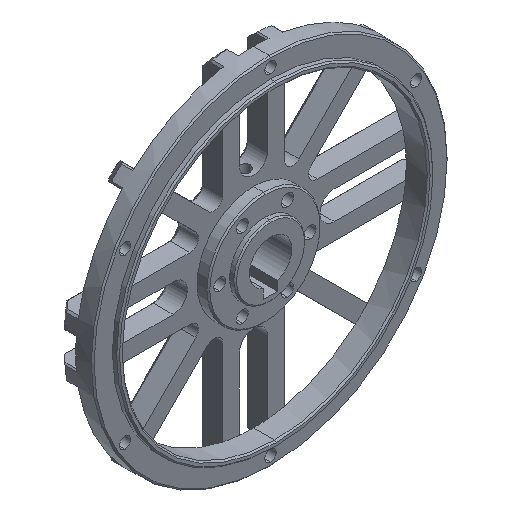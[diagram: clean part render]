
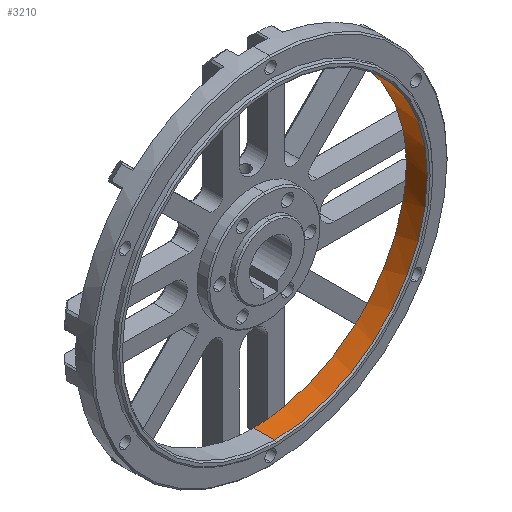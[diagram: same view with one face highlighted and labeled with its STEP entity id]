
A CAD part, isometric view. The second image highlights one B-rep face of the part: STEP entity #3210.
In plain terms, the highlighted cylindrical face has radius 54 mm (diameter 108 mm), a partial arc.
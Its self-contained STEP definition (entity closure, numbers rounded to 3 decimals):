
#21 = EDGE_LOOP ( 'NONE', ( #2634, #2921, #3442, #5338, #1362, #50, #1488, #473, #2519, #3104, #672, #285, #3776, #6142, #1805, #4328 ) ) ;
#50 = ORIENTED_EDGE ( 'NONE', *, *, #2835, .F. ) ;
#89 = DIRECTION ( 'NONE',  ( 0., -1., 0. ) ) ;
#100 = DIRECTION ( 'NONE',  ( 0., -1., 0. ) ) ;
#114 = DIRECTION ( 'NONE',  ( 0., 0., -1. ) ) ;
#119 = DIRECTION ( 'NONE',  ( 0., -1., 0. ) ) ;
#152 = EDGE_CURVE ( 'NONE', #4785, #2151, #5967, .T. ) ;
#161 = CARTESIAN_POINT ( 'NONE',  ( 0., 6., 0. ) ) ;
#198 = CARTESIAN_POINT ( 'NONE',  ( 0., 6., 0. ) ) ;
#200 = EDGE_CURVE ( 'NONE', #474, #479, #4697, .T. ) ;
#285 = ORIENTED_EDGE ( 'NONE', *, *, #1029, .F. ) ;
#473 = ORIENTED_EDGE ( 'NONE', *, *, #1868, .F. ) ;
#474 = VERTEX_POINT ( 'NONE', #5040 ) ;
#479 = VERTEX_POINT ( 'NONE', #484 ) ;
#483 = VECTOR ( 'NONE', #119, 1000. ) ;
#484 = CARTESIAN_POINT ( 'NONE',  ( 5., 6., -53.768 ) ) ;
#579 = DIRECTION ( 'NONE',  ( 0., -1., 0. ) ) ;
#580 = CARTESIAN_POINT ( 'NONE',  ( 0., 6., 0. ) ) ;
#589 = CARTESIAN_POINT ( 'NONE',  ( 0., 2., -54. ) ) ;
#614 = EDGE_CURVE ( 'NONE', #793, #5912, #4263, .T. ) ;
#672 = ORIENTED_EDGE ( 'NONE', *, *, #3611, .F. ) ;
#678 = DIRECTION ( 'NONE',  ( 0., -1., 0. ) ) ;
#686 = CARTESIAN_POINT ( 'NONE',  ( 36.003, 6., -40.246 ) ) ;
#793 = VERTEX_POINT ( 'NONE', #5907 ) ;
#805 = VECTOR ( 'NONE', #1043, 1000. ) ;
#843 = DIRECTION ( 'NONE',  ( 0., 0., -1. ) ) ;
#874 = AXIS2_PLACEMENT_3D ( 'NONE', #1678, #579, #114 ) ;
#980 = AXIS2_PLACEMENT_3D ( 'NONE', #3345, #2838, #4869 ) ;
#1029 = EDGE_CURVE ( 'NONE', #1092, #4320, #1170, .T. ) ;
#1043 = DIRECTION ( 'NONE',  ( 0., -1., 0. ) ) ;
#1057 = VERTEX_POINT ( 'NONE', #3285 ) ;
#1092 = VERTEX_POINT ( 'NONE', #1166 ) ;
#1166 = CARTESIAN_POINT ( 'NONE',  ( 11., 6., -52.868 ) ) ;
#1170 = CIRCLE ( 'NONE', #5398, 54. ) ;
#1217 = CARTESIAN_POINT ( 'NONE',  ( 53.768, 6., -5. ) ) ;
#1246 = DIRECTION ( 'NONE',  ( 0., -1., 0. ) ) ;
#1297 = DIRECTION ( 'NONE',  ( 0., -1., 0. ) ) ;
#1362 = ORIENTED_EDGE ( 'NONE', *, *, #1628, .F. ) ;
#1365 = CIRCLE ( 'NONE', #2537, 54. ) ;
#1375 = CARTESIAN_POINT ( 'NONE',  ( 0., -1.5, -54. ) ) ;
#1376 = CARTESIAN_POINT ( 'NONE',  ( 5., 6., 53.768 ) ) ;
#1392 = VERTEX_POINT ( 'NONE', #4171 ) ;
#1488 = ORIENTED_EDGE ( 'NONE', *, *, #5077, .F. ) ;
#1517 = CARTESIAN_POINT ( 'NONE',  ( 0., 6., 54. ) ) ;
#1628 = EDGE_CURVE ( 'NONE', #5094, #1392, #2988, .T. ) ;
#1678 = CARTESIAN_POINT ( 'NONE',  ( 0., 6., 0. ) ) ;
#1705 = AXIS2_PLACEMENT_3D ( 'NONE', #4796, #1246, #843 ) ;
#1762 = CARTESIAN_POINT ( 'NONE',  ( 0., 6., 0. ) ) ;
#1805 = ORIENTED_EDGE ( 'NONE', *, *, #4141, .T. ) ;
#1821 = CARTESIAN_POINT ( 'NONE',  ( 0., 6., 0. ) ) ;
#1854 = AXIS2_PLACEMENT_3D ( 'NONE', #2109, #3579, #3640 ) ;
#1868 = EDGE_CURVE ( 'NONE', #5912, #3029, #3523, .T. ) ;
#1943 = VERTEX_POINT ( 'NONE', #1375 ) ;
#1966 = VERTEX_POINT ( 'NONE', #5786 ) ;
#1993 = EDGE_CURVE ( 'NONE', #1966, #793, #2556, .T. ) ;
#2083 = LINE ( 'NONE', #5624, #483 ) ;
#2106 = DIRECTION ( 'NONE',  ( 0., 0., -1. ) ) ;
#2109 = CARTESIAN_POINT ( 'NONE',  ( 0., -1.5, 0. ) ) ;
#2112 = CARTESIAN_POINT ( 'NONE',  ( 0., 6., 0. ) ) ;
#2151 = VERTEX_POINT ( 'NONE', #1517 ) ;
#2208 = DIRECTION ( 'NONE',  ( 0., -1., 0. ) ) ;
#2283 = AXIS2_PLACEMENT_3D ( 'NONE', #198, #5739, #3230 ) ;
#2369 = AXIS2_PLACEMENT_3D ( 'NONE', #4334, #3836, #6338 ) ;
#2406 = CARTESIAN_POINT ( 'NONE',  ( 0., 6., 0. ) ) ;
#2448 = CARTESIAN_POINT ( 'NONE',  ( 0., -1.5, 54. ) ) ;
#2519 = ORIENTED_EDGE ( 'NONE', *, *, #614, .F. ) ;
#2537 = AXIS2_PLACEMENT_3D ( 'NONE', #1821, #1297, #3321 ) ;
#2556 = CIRCLE ( 'NONE', #1705, 54. ) ;
#2574 = CIRCLE ( 'NONE', #5646, 54. ) ;
#2634 = ORIENTED_EDGE ( 'NONE', *, *, #5686, .F. ) ;
#2653 = DIRECTION ( 'NONE',  ( 0., 0., -1. ) ) ;
#2835 = EDGE_CURVE ( 'NONE', #3332, #5094, #6087, .T. ) ;
#2838 = DIRECTION ( 'NONE',  ( 0., -1., 0. ) ) ;
#2904 = CARTESIAN_POINT ( 'NONE',  ( 0., 2., 0. ) ) ;
#2921 = ORIENTED_EDGE ( 'NONE', *, *, #152, .F. ) ;
#2988 = CIRCLE ( 'NONE', #980, 54. ) ;
#3029 = VERTEX_POINT ( 'NONE', #4607 ) ;
#3104 = ORIENTED_EDGE ( 'NONE', *, *, #1993, .F. ) ;
#3111 = AXIS2_PLACEMENT_3D ( 'NONE', #2112, #2208, #4136 ) ;
#3132 = EDGE_CURVE ( 'NONE', #1057, #4785, #4471, .T. ) ;
#3210 = ADVANCED_FACE ( 'NONE', ( #5920 ), #3403, .F. ) ;
#3230 = DIRECTION ( 'NONE',  ( 0., 0., -1. ) ) ;
#3285 = CARTESIAN_POINT ( 'NONE',  ( 11., 6., 52.868 ) ) ;
#3321 = DIRECTION ( 'NONE',  ( 0., 0., -1. ) ) ;
#3332 = VERTEX_POINT ( 'NONE', #5490 ) ;
#3345 = CARTESIAN_POINT ( 'NONE',  ( 0., 6., 0. ) ) ;
#3403 = CYLINDRICAL_SURFACE ( 'NONE', #5015, 54. ) ;
#3442 = ORIENTED_EDGE ( 'NONE', *, *, #3132, .F. ) ;
#3523 = CIRCLE ( 'NONE', #4575, 54. ) ;
#3579 = DIRECTION ( 'NONE',  ( 0., -1., 0. ) ) ;
#3611 = EDGE_CURVE ( 'NONE', #4320, #1966, #2574, .T. ) ;
#3640 = DIRECTION ( 'NONE',  ( 0., 0., -1. ) ) ;
#3735 = DIRECTION ( 'NONE',  ( 0., 0., -1. ) ) ;
#3776 = ORIENTED_EDGE ( 'NONE', *, *, #6046, .F. ) ;
#3780 = CARTESIAN_POINT ( 'NONE',  ( 40.246, 6., 36.003 ) ) ;
#3783 = DIRECTION ( 'NONE',  ( 0., -1., 0. ) ) ;
#3836 = DIRECTION ( 'NONE',  ( 0., -1., 0. ) ) ;
#4136 = DIRECTION ( 'NONE',  ( 0., 0., -1. ) ) ;
#4141 = EDGE_CURVE ( 'NONE', #474, #1943, #4980, .T. ) ;
#4148 = AXIS2_PLACEMENT_3D ( 'NONE', #5222, #678, #4739 ) ;
#4158 = AXIS2_PLACEMENT_3D ( 'NONE', #5758, #6267, #3735 ) ;
#4171 = CARTESIAN_POINT ( 'NONE',  ( 36.003, 6., 40.246 ) ) ;
#4263 = CIRCLE ( 'NONE', #874, 54. ) ;
#4301 = CIRCLE ( 'NONE', #2283, 54. ) ;
#4320 = VERTEX_POINT ( 'NONE', #686 ) ;
#4328 = ORIENTED_EDGE ( 'NONE', *, *, #5668, .T. ) ;
#4334 = CARTESIAN_POINT ( 'NONE',  ( 0., 6., 0. ) ) ;
#4396 = DIRECTION ( 'NONE',  ( 0., -1., 0. ) ) ;
#4471 = CIRCLE ( 'NONE', #4148, 54. ) ;
#4575 = AXIS2_PLACEMENT_3D ( 'NONE', #580, #89, #2106 ) ;
#4607 = CARTESIAN_POINT ( 'NONE',  ( 53.768, 6., 5. ) ) ;
#4697 = CIRCLE ( 'NONE', #3111, 54. ) ;
#4739 = DIRECTION ( 'NONE',  ( 0., 0., -1. ) ) ;
#4785 = VERTEX_POINT ( 'NONE', #1376 ) ;
#4796 = CARTESIAN_POINT ( 'NONE',  ( 0., 6., 0. ) ) ;
#4869 = DIRECTION ( 'NONE',  ( 0., 0., -1. ) ) ;
#4980 = LINE ( 'NONE', #589, #805 ) ;
#5015 = AXIS2_PLACEMENT_3D ( 'NONE', #2904, #5283, #5414 ) ;
#5040 = CARTESIAN_POINT ( 'NONE',  ( 0., 6., -54. ) ) ;
#5077 = EDGE_CURVE ( 'NONE', #3029, #3332, #1365, .T. ) ;
#5094 = VERTEX_POINT ( 'NONE', #3780 ) ;
#5222 = CARTESIAN_POINT ( 'NONE',  ( 0., 6., 0. ) ) ;
#5283 = DIRECTION ( 'NONE',  ( 0., -1., 0. ) ) ;
#5338 = ORIENTED_EDGE ( 'NONE', *, *, #6247, .F. ) ;
#5339 = CIRCLE ( 'NONE', #1854, 54. ) ;
#5398 = AXIS2_PLACEMENT_3D ( 'NONE', #161, #100, #2653 ) ;
#5414 = DIRECTION ( 'NONE',  ( 0., 0., -1. ) ) ;
#5490 = CARTESIAN_POINT ( 'NONE',  ( 52.868, 6., 11. ) ) ;
#5550 = VERTEX_POINT ( 'NONE', #2448 ) ;
#5624 = CARTESIAN_POINT ( 'NONE',  ( 0., 2., 54. ) ) ;
#5646 = AXIS2_PLACEMENT_3D ( 'NONE', #1762, #3783, #6281 ) ;
#5668 = EDGE_CURVE ( 'NONE', #1943, #5550, #5339, .T. ) ;
#5686 = EDGE_CURVE ( 'NONE', #2151, #5550, #2083, .T. ) ;
#5739 = DIRECTION ( 'NONE',  ( 0., -1., 0. ) ) ;
#5758 = CARTESIAN_POINT ( 'NONE',  ( 0., 6., 0. ) ) ;
#5775 = CIRCLE ( 'NONE', #5888, 54. ) ;
#5786 = CARTESIAN_POINT ( 'NONE',  ( 40.246, 6., -36.003 ) ) ;
#5888 = AXIS2_PLACEMENT_3D ( 'NONE', #2406, #4396, #6431 ) ;
#5907 = CARTESIAN_POINT ( 'NONE',  ( 52.868, 6., -11. ) ) ;
#5912 = VERTEX_POINT ( 'NONE', #1217 ) ;
#5920 = FACE_OUTER_BOUND ( 'NONE', #21, .T. ) ;
#5967 = CIRCLE ( 'NONE', #4158, 54. ) ;
#6046 = EDGE_CURVE ( 'NONE', #479, #1092, #5775, .T. ) ;
#6087 = CIRCLE ( 'NONE', #2369, 54. ) ;
#6142 = ORIENTED_EDGE ( 'NONE', *, *, #200, .F. ) ;
#6247 = EDGE_CURVE ( 'NONE', #1392, #1057, #4301, .T. ) ;
#6267 = DIRECTION ( 'NONE',  ( 0., -1., 0. ) ) ;
#6281 = DIRECTION ( 'NONE',  ( 0., 0., -1. ) ) ;
#6338 = DIRECTION ( 'NONE',  ( 0., 0., -1. ) ) ;
#6431 = DIRECTION ( 'NONE',  ( 0., 0., -1. ) ) ;
